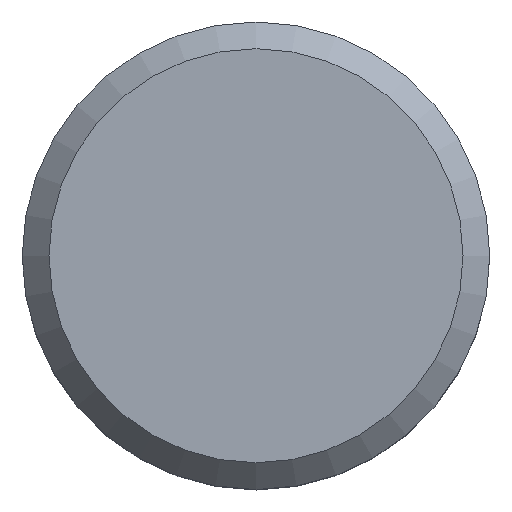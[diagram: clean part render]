
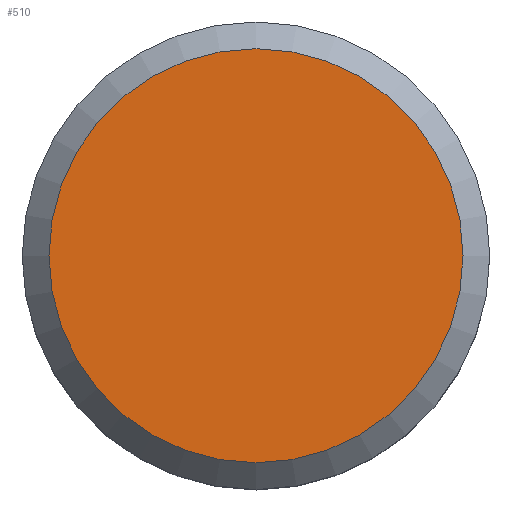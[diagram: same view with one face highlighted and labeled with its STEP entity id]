
A CAD part, top view. The second image highlights one B-rep face of the part: STEP entity #510.
In plain terms, the highlighted planar face has unit normal (0, 0, 1).
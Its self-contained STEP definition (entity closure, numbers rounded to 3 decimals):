
#24=PLANE('',#562);
#52=FACE_OUTER_BOUND('',#85,.T.);
#85=EDGE_LOOP('',(#363));
#200=CIRCLE('',#558,15.5);
#229=VERTEX_POINT('',#796);
#277=EDGE_CURVE('',#229,#229,#200,.T.);
#363=ORIENTED_EDGE('',*,*,#277,.F.);
#510=ADVANCED_FACE('',(#52),#24,.T.);
#558=AXIS2_PLACEMENT_3D('',#797,#629,#630);
#562=AXIS2_PLACEMENT_3D('',#805,#639,#640);
#629=DIRECTION('center_axis',(0.,0.,-1.));
#630=DIRECTION('ref_axis',(-1.,0.,0.));
#639=DIRECTION('center_axis',(0.,0.,1.));
#640=DIRECTION('ref_axis',(-1.,0.,0.));
#796=CARTESIAN_POINT('',(15.5,0.,2.));
#797=CARTESIAN_POINT('Origin',(0.,0.,2.));
#805=CARTESIAN_POINT('Origin',(0.,0.,
2.));
